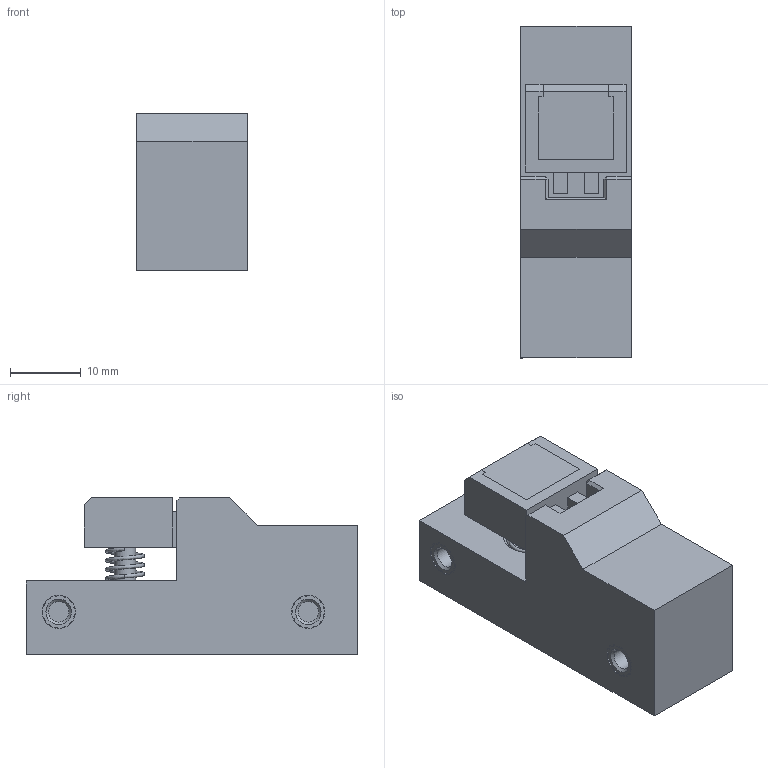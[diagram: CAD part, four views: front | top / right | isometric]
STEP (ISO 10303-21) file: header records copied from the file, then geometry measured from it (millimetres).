
FILE_DESCRIPTION(/* description */ (''),/* implementation_level */ '2;1');
FILE_NAME(/* name */ 'Blocker - Cup.step',/* time_stamp */ '2025-11-08T14:15:18+11:00',/* author */ (''),/* organization */ (''),/* preprocessor_version */ 'ST-DEVELOPER v20.1',/* originating_system */ 'Autodesk Translation Framework v14.21.0.0',/* authorisation */ '');
FILE_SCHEMA (('AUTOMOTIVE_DESIGN { 1 0 10303 214 3 1 1 }'));
Products named in the file (12): Cup; Cup (1); Silicone; Spring; M3 Threaded Insert (3); Heat Inserts Body; (Unsaved)_1; (Unsaved)_2; (Unsaved)_3; (Unsaved)_4; M3x16 SHCS_1; Block
Assembly tree (11 placements, depth 3):
  Cup
    Cup (1)
    Silicone
    Spring
    M3 Threaded Insert (3)
    Heat Inserts Body
      (Unsaved)_1
      (Unsaved)_2
      (Unsaved)_3
      (Unsaved)_4
    M3x16 SHCS_1
    Block
Bounding box: 15.64 x 46.8 x 22.11 mm (x, y, z)
Volume: 12033.8 mm3; surface area: 6879.2 mm2
Topology: 10 solids, 10 shells, 807 faces, 2210 edges, 1450 vertices
Faces by surface type: bspline 392, cylinder 171, plane 152, cone 90, torus 2
Full cylindrical faces by diameter (mm): 2 x1, 2.9 x4, 3 x1, 3.2 x2, 4.1 x5, 4.25 x10, 4.7 x5, 5.5 x1, 6 x2, 6.2 x1, 6.4 x1
Entity records: 51116 total; most frequent: CARTESIAN_POINT 32196, ORIENTED_EDGE 4420, DIRECTION 3127, EDGE_CURVE 2210, VERTEX_POINT 1450, AXIS2_PLACEMENT_3D 1276, EDGE_LOOP 848, FACE_OUTER_BOUND 807
